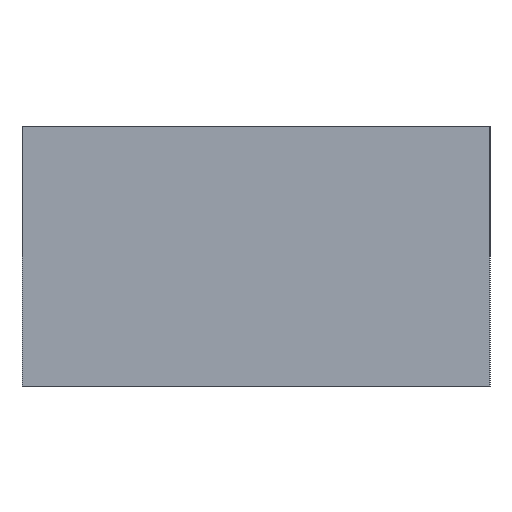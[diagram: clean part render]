
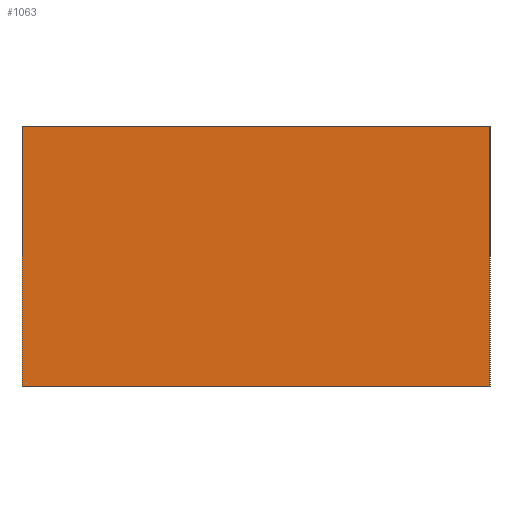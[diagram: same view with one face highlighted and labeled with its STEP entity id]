
A CAD part, left-side view. The second image highlights one B-rep face of the part: STEP entity #1063.
In plain terms, the highlighted planar face has unit normal (-1, 0, 0).
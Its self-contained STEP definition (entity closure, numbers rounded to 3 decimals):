
#7 = CARTESIAN_POINT ( 'NONE',  ( -20., 4.5, 4. ) ) ;
#44 = ORIENTED_EDGE ( 'NONE', *, *, #1398, .F. ) ;
#85 = DIRECTION ( 'NONE',  ( 0., -1., 0. ) ) ;
#150 = VERTEX_POINT ( 'NONE', #1341 ) ;
#178 = EDGE_CURVE ( 'NONE', #670, #564, #1646, .T. ) ;
#200 = CARTESIAN_POINT ( 'NONE',  ( -20., -4.5, 0. ) ) ;
#238 = ORIENTED_EDGE ( 'NONE', *, *, #344, .T. ) ;
#279 = EDGE_LOOP ( 'NONE', ( #238, #600, #44, #995 ) ) ;
#284 = CARTESIAN_POINT ( 'NONE',  ( -20., -4.5, 4. ) ) ;
#286 = FACE_OUTER_BOUND ( 'NONE', #279, .T. ) ;
#290 = EDGE_CURVE ( 'NONE', #150, #947, #1724, .T. ) ;
#344 = EDGE_CURVE ( 'NONE', #947, #564, #380, .T. ) ;
#380 = LINE ( 'NONE', #508, #1823 ) ;
#488 = VECTOR ( 'NONE', #933, 1000. ) ;
#508 = CARTESIAN_POINT ( 'NONE',  ( -20., -4.5, 0. ) ) ;
#564 = VERTEX_POINT ( 'NONE', #200 ) ;
#565 = CARTESIAN_POINT ( 'NONE',  ( -20., -4.5, 5. ) ) ;
#600 = ORIENTED_EDGE ( 'NONE', *, *, #178, .F. ) ;
#670 = VERTEX_POINT ( 'NONE', #565 ) ;
#675 = AXIS2_PLACEMENT_3D ( 'NONE', #1682, #1997, #1393 ) ;
#933 = DIRECTION ( 'NONE',  ( 0., 0., -1. ) ) ;
#947 = VERTEX_POINT ( 'NONE', #1827 ) ;
#995 = ORIENTED_EDGE ( 'NONE', *, *, #290, .T. ) ;
#1063 = ADVANCED_FACE ( 'NONE', ( #286 ), #1525, .F. ) ;
#1341 = CARTESIAN_POINT ( 'NONE',  ( -20., 4.5, 5. ) ) ;
#1393 = DIRECTION ( 'NONE',  ( 0., 0., -1. ) ) ;
#1398 = EDGE_CURVE ( 'NONE', #150, #670, #1621, .T. ) ;
#1525 = PLANE ( 'NONE',  #675 ) ;
#1569 = DIRECTION ( 'NONE',  ( 0., -1., 0. ) ) ;
#1621 = LINE ( 'NONE', #1960, #2000 ) ;
#1646 = LINE ( 'NONE', #284, #2020 ) ;
#1682 = CARTESIAN_POINT ( 'NONE',  ( -20., -4.5, 4. ) ) ;
#1724 = LINE ( 'NONE', #7, #488 ) ;
#1818 = DIRECTION ( 'NONE',  ( 0., 0., -1. ) ) ;
#1823 = VECTOR ( 'NONE', #1569, 1000. ) ;
#1827 = CARTESIAN_POINT ( 'NONE',  ( -20., 4.5, 0. ) ) ;
#1960 = CARTESIAN_POINT ( 'NONE',  ( -20., 4.5, 5. ) ) ;
#1997 = DIRECTION ( 'NONE',  ( 1., 0., 0. ) ) ;
#2000 = VECTOR ( 'NONE', #85, 1000. ) ;
#2020 = VECTOR ( 'NONE', #1818, 1000. ) ;
